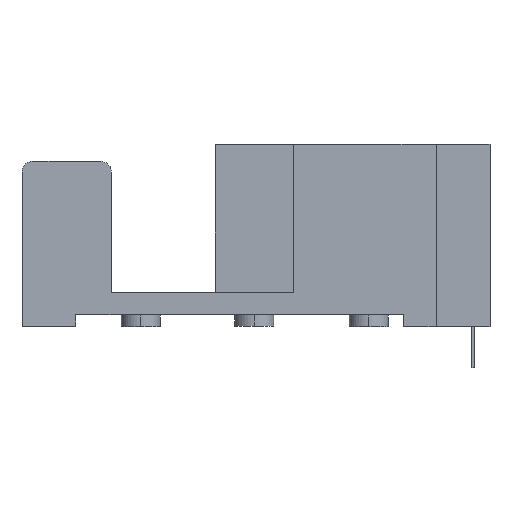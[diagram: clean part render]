
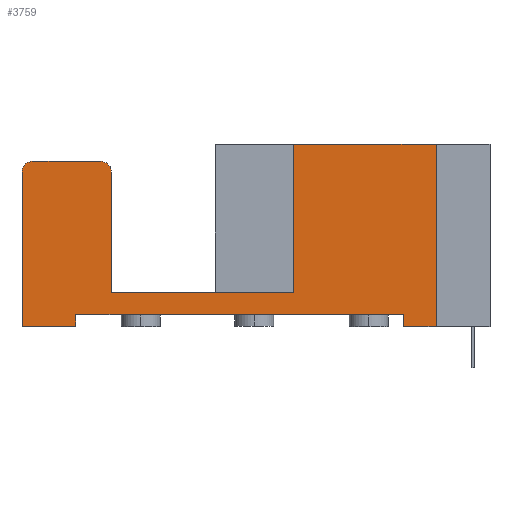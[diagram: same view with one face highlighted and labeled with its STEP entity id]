
A CAD part, top view. The second image highlights one B-rep face of the part: STEP entity #3759.
In plain terms, the highlighted planar face has unit normal (0, 0, 1).
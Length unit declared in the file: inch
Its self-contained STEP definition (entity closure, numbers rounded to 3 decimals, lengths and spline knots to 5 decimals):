
#7 = CARTESIAN_POINT ( 'NONE',  ( -1.035, 0.715, 0.593 ) ) ;
#51 = ORIENTED_EDGE ( 'NONE', *, *, #4358, .F. ) ;
#74 = VERTEX_POINT ( 'NONE', #3980 ) ;
#159 = CARTESIAN_POINT ( 'NONE',  ( -0.835, 0.055, 0.593 ) ) ;
#164 = VERTEX_POINT ( 'NONE', #4421 ) ;
#189 = DIRECTION ( 'NONE',  ( 0., 0., 1. ) ) ;
#200 = LINE ( 'NONE', #4963, #2104 ) ;
#218 = VECTOR ( 'NONE', #4039, 39.37008 ) ;
#255 = ORIENTED_EDGE ( 'NONE', *, *, #3035, .T. ) ;
#271 = ORIENTED_EDGE ( 'NONE', *, *, #4877, .T. ) ;
#369 = CARTESIAN_POINT ( 'NONE',  ( -0.67, 0.155, 0.593 ) ) ;
#375 = VERTEX_POINT ( 'NONE', #2191 ) ;
#411 = ORIENTED_EDGE ( 'NONE', *, *, #4256, .T. ) ;
#442 = EDGE_CURVE ( 'NONE', #701, #164, #4241, .T. ) ;
#451 = DIRECTION ( 'NONE',  ( 0., 0., 1. ) ) ;
#534 = DIRECTION ( 'NONE',  ( 1., 0., 0. ) ) ;
#618 = EDGE_CURVE ( 'NONE', #1138, #4686, #200, .T. ) ;
#648 = LINE ( 'NONE', #1190, #5011 ) ;
#663 = CARTESIAN_POINT ( 'NONE',  ( -0.835, 0., 0.593 ) ) ;
#682 = EDGE_CURVE ( 'NONE', #2013, #4281, #2949, .T. ) ;
#701 = VERTEX_POINT ( 'NONE', #5516 ) ;
#751 = VECTOR ( 'NONE', #534, 39.37008 ) ;
#777 = CARTESIAN_POINT ( 'NONE',  ( 0., 0.155, 0.593 ) ) ;
#797 = AXIS2_PLACEMENT_3D ( 'NONE', #2675, #189, #4160 ) ;
#838 = AXIS2_PLACEMENT_3D ( 'NONE', #7, #451, #898 ) ;
#898 = DIRECTION ( 'NONE',  ( -1., 0., 0. ) ) ;
#907 = CARTESIAN_POINT ( 'NONE',  ( 0., 0., 0.593 ) ) ;
#974 = ORIENTED_EDGE ( 'NONE', *, *, #2640, .F. ) ;
#1138 = VERTEX_POINT ( 'NONE', #159 ) ;
#1144 = CARTESIAN_POINT ( 'NONE',  ( 0.835, 0.155, 0.593 ) ) ;
#1178 = LINE ( 'NONE', #4142, #218 ) ;
#1190 = CARTESIAN_POINT ( 'NONE',  ( 0.175, 0.845, 0.593 ) ) ;
#1200 = EDGE_CURVE ( 'NONE', #5600, #4686, #4517, .T. ) ;
#1255 = VECTOR ( 'NONE', #2294, 39.37008 ) ;
#1345 = DIRECTION ( 'NONE',  ( 0., 1., 0. ) ) ;
#1349 = EDGE_CURVE ( 'NONE', #5460, #375, #3767, .T. ) ;
#1367 = CARTESIAN_POINT ( 'NONE',  ( 0.835, 0., 0.593 ) ) ;
#1436 = CIRCLE ( 'NONE', #838, 0.05 ) ;
#1442 = FACE_OUTER_BOUND ( 'NONE', #2161, .T. ) ;
#1617 = ORIENTED_EDGE ( 'NONE', *, *, #1349, .T. ) ;
#1635 = CARTESIAN_POINT ( 'NONE',  ( 0.685, 0., 0.593 ) ) ;
#1645 = CARTESIAN_POINT ( 'NONE',  ( -0.67, 0.765, 0.593 ) ) ;
#1753 = ORIENTED_EDGE ( 'NONE', *, *, #442, .F. ) ;
#1917 = DIRECTION ( 'NONE',  ( 1., 0., 0. ) ) ;
#1949 = VERTEX_POINT ( 'NONE', #4989 ) ;
#2013 = VERTEX_POINT ( 'NONE', #4969 ) ;
#2019 = CARTESIAN_POINT ( 'NONE',  ( -0.67, 0.715, 0.593 ) ) ;
#2053 = VECTOR ( 'NONE', #3775, 39.37008 ) ;
#2093 = DIRECTION ( 'NONE',  ( 0., -1., 0. ) ) ;
#2104 = VECTOR ( 'NONE', #1917, 39.37008 ) ;
#2106 = ORIENTED_EDGE ( 'NONE', *, *, #3446, .F. ) ;
#2161 = EDGE_LOOP ( 'NONE', ( #1617, #51, #271, #3391, #5371, #5437, #3915, #974, #3734, #5348, #2106, #255, #1753, #411 ) ) ;
#2187 = VECTOR ( 'NONE', #5047, 39.37008 ) ;
#2191 = CARTESIAN_POINT ( 'NONE',  ( -1.085, 0., 0.593 ) ) ;
#2294 = DIRECTION ( 'NONE',  ( 1., 0., 0. ) ) ;
#2307 = CARTESIAN_POINT ( 'NONE',  ( -1.085, 0.155, 0.593 ) ) ;
#2317 = VECTOR ( 'NONE', #2093, 39.37008 ) ;
#2332 = CARTESIAN_POINT ( 'NONE',  ( 0., 0.845, 0.593 ) ) ;
#2533 = DIRECTION ( 'NONE',  ( -1., 0., 0. ) ) ;
#2588 = LINE ( 'NONE', #1645, #2317 ) ;
#2640 = EDGE_CURVE ( 'NONE', #74, #2013, #2669, .T. ) ;
#2669 = LINE ( 'NONE', #2332, #1255 ) ;
#2675 = CARTESIAN_POINT ( 'NONE',  ( -0.72, 0.715, 0.593 ) ) ;
#2724 = VECTOR ( 'NONE', #1345, 39.37008 ) ;
#2873 = LINE ( 'NONE', #3970, #2724 ) ;
#2906 = PLANE ( 'NONE',  #4572 ) ;
#2939 = LINE ( 'NONE', #907, #3838 ) ;
#2949 = LINE ( 'NONE', #1144, #2053 ) ;
#3006 = EDGE_CURVE ( 'NONE', #4281, #5600, #1178, .T. ) ;
#3035 = EDGE_CURVE ( 'NONE', #4693, #164, #3918, .T. ) ;
#3106 = DIRECTION ( 'NONE',  ( -1., 0., 0. ) ) ;
#3391 = ORIENTED_EDGE ( 'NONE', *, *, #618, .T. ) ;
#3446 = EDGE_CURVE ( 'NONE', #4693, #5411, #2588, .T. ) ;
#3466 = CARTESIAN_POINT ( 'NONE',  ( 0.685, 0., 0.593 ) ) ;
#3560 = EDGE_CURVE ( 'NONE', #5411, #1949, #5679, .T. ) ;
#3610 = VERTEX_POINT ( 'NONE', #663 ) ;
#3734 = ORIENTED_EDGE ( 'NONE', *, *, #4768, .T. ) ;
#3759 = ADVANCED_FACE ( 'NONE', ( #1442 ), #2906, .F. ) ;
#3767 = LINE ( 'NONE', #2307, #5468 ) ;
#3775 = DIRECTION ( 'NONE',  ( 0., -1., 0. ) ) ;
#3838 = VECTOR ( 'NONE', #3106, 39.37008 ) ;
#3839 = CARTESIAN_POINT ( 'NONE',  ( -1.085, 0.715, 0.593 ) ) ;
#3915 = ORIENTED_EDGE ( 'NONE', *, *, #682, .F. ) ;
#3918 = CIRCLE ( 'NONE', #797, 0.05 ) ;
#3970 = CARTESIAN_POINT ( 'NONE',  ( -0.835, 0., 0.593 ) ) ;
#3979 = VECTOR ( 'NONE', #4427, 39.37008 ) ;
#3980 = CARTESIAN_POINT ( 'NONE',  ( 0.175, 0.845, 0.593 ) ) ;
#4039 = DIRECTION ( 'NONE',  ( -1., 0., 0. ) ) ;
#4142 = CARTESIAN_POINT ( 'NONE',  ( 0., 0., 0.593 ) ) ;
#4160 = DIRECTION ( 'NONE',  ( -1., 0., 0. ) ) ;
#4168 = CARTESIAN_POINT ( 'NONE',  ( 0., 0.155, 0.593 ) ) ;
#4209 = CARTESIAN_POINT ( 'NONE',  ( 0.685, 0.055, 0.593 ) ) ;
#4241 = LINE ( 'NONE', #4846, #751 ) ;
#4256 = EDGE_CURVE ( 'NONE', #701, #5460, #1436, .T. ) ;
#4259 = DIRECTION ( 'NONE',  ( 0., -1., 0. ) ) ;
#4281 = VERTEX_POINT ( 'NONE', #1367 ) ;
#4358 = EDGE_CURVE ( 'NONE', #3610, #375, #2939, .T. ) ;
#4421 = CARTESIAN_POINT ( 'NONE',  ( -0.72, 0.765, 0.593 ) ) ;
#4427 = DIRECTION ( 'NONE',  ( 0., 1., 0. ) ) ;
#4517 = LINE ( 'NONE', #3466, #3979 ) ;
#4558 = DIRECTION ( 'NONE',  ( 0., -1., 0. ) ) ;
#4572 = AXIS2_PLACEMENT_3D ( 'NONE', #777, #4683, #2533 ) ;
#4683 = DIRECTION ( 'NONE',  ( 0., 0., -1. ) ) ;
#4686 = VERTEX_POINT ( 'NONE', #4209 ) ;
#4693 = VERTEX_POINT ( 'NONE', #2019 ) ;
#4768 = EDGE_CURVE ( 'NONE', #74, #1949, #648, .T. ) ;
#4846 = CARTESIAN_POINT ( 'NONE',  ( 0., 0.765, 0.593 ) ) ;
#4877 = EDGE_CURVE ( 'NONE', #3610, #1138, #2873, .T. ) ;
#4963 = CARTESIAN_POINT ( 'NONE',  ( 0., 0.055, 0.593 ) ) ;
#4969 = CARTESIAN_POINT ( 'NONE',  ( 0.835, 0.845, 0.593 ) ) ;
#4989 = CARTESIAN_POINT ( 'NONE',  ( 0.175, 0.155, 0.593 ) ) ;
#5011 = VECTOR ( 'NONE', #4259, 39.37008 ) ;
#5047 = DIRECTION ( 'NONE',  ( 1., 0., 0. ) ) ;
#5348 = ORIENTED_EDGE ( 'NONE', *, *, #3560, .F. ) ;
#5371 = ORIENTED_EDGE ( 'NONE', *, *, #1200, .F. ) ;
#5411 = VERTEX_POINT ( 'NONE', #369 ) ;
#5437 = ORIENTED_EDGE ( 'NONE', *, *, #3006, .F. ) ;
#5460 = VERTEX_POINT ( 'NONE', #3839 ) ;
#5468 = VECTOR ( 'NONE', #4558, 39.37008 ) ;
#5516 = CARTESIAN_POINT ( 'NONE',  ( -1.035, 0.765, 0.593 ) ) ;
#5600 = VERTEX_POINT ( 'NONE', #1635 ) ;
#5679 = LINE ( 'NONE', #4168, #2187 ) ;
